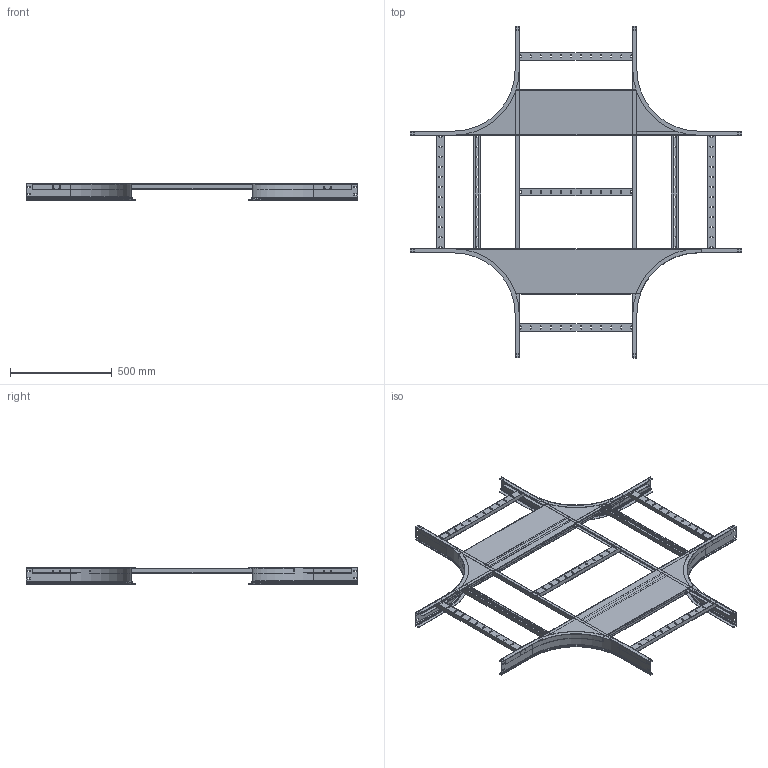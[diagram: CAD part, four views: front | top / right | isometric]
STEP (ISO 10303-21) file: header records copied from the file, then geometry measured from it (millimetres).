
FILE_DESCRIPTION (( 'STEP AP214' ), '1' );
FILE_NAME ('CKR04-4-80x600.STEP', '2021-03-10T05:30:56', ( '' ), ( '' ), 'SwSTEP 2.0', 'SolidWorks 2017', '' );
FILE_SCHEMA (( 'AUTOMOTIVE_DESIGN' ));
Length unit declared in the file: millimetre
Products named in the file (8): ÊÈÂÀ 195.01.03_Ïëàíêà ïîïåðå÷íàÿ-00_-04; ÊÈÂÀ 195.01.01 Ëîíæåðîí áàçîâûé-00_-01; CKR04-4-80x600; 岓臍 195.01.10 捘 冓憵-00_-04 (1574); ÊÈÂÀ 195.01.02 Ïëàñòèíà ñîåäèíèòåëüíàÿ-00_-04 (600); ÊÈÂÀ 195.01.05 Ï-ïðîôèëü-00_668.2; 岓臍 195.01.20 捘 冓憵-00_-04 (600); ÊÈÂÀ 195.01.04 Ï-ïðîôèëü-00_-04 (1574)
Assembly tree (22 placements, depth 3):
  CKR04-4-80x600
    岓臍 195.01.10 捘 冓憵-00_-04 (1574)
      ÊÈÂÀ 195.01.04 Ï-ïðîôèëü-00_-04 (1574)  x2
      ÊÈÂÀ 195.01.03_Ïëàíêà ïîïåðå÷íàÿ-00_-04  x5
    岓臍 195.01.20 捘 冓憵-00_-04 (600)  x2
      ÊÈÂÀ 195.01.05 Ï-ïðîôèëü-00_668.2
      ÊÈÂÀ 195.01.03_Ïëàíêà ïîïåðå÷íàÿ-00_-04
    ÊÈÂÀ 195.01.02 Ïëàñòèíà ñîåäèíèòåëüíàÿ-00_-04 (600)  x4
    ÊÈÂÀ 195.01.01 Ëîíæåðîí áàçîâûé-00_-01  x4
Bounding box: 1634 x 1634 x 81.2 mm (x, y, z)
Volume: 2456698.4 mm3; surface area: 4152219.8 mm2
Topology: 23 solids, 23 shells, 1634 faces, 4348 edges, 2760 vertices
Faces by surface type: plane 1162, cylinder 432, torus 24, cone 16
Entity records: 10140 total; most frequent: DIRECTION 1728, CARTESIAN_POINT 1697, ORIENTED_EDGE 1660, EDGE_CURVE 830, LINE 634, VECTOR 634, AXIS2_PLACEMENT_3D 547, VERTEX_POINT 516
